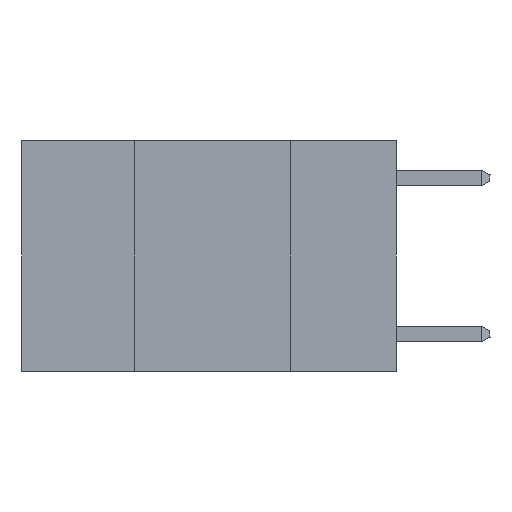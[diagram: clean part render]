
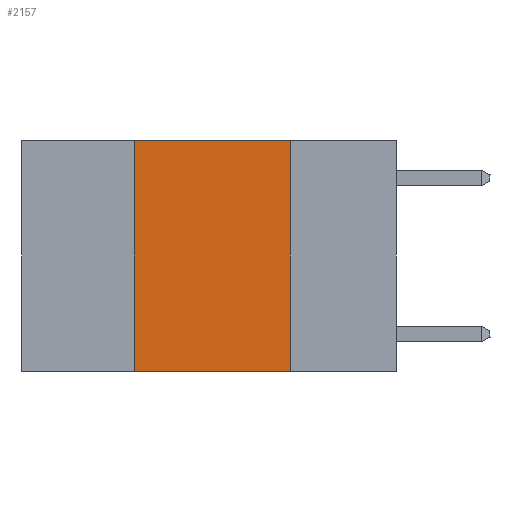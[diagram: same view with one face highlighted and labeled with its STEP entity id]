
A CAD part, left-side view. The second image highlights one B-rep face of the part: STEP entity #2157.
In plain terms, the highlighted planar face has unit normal (-1, 0, 0).
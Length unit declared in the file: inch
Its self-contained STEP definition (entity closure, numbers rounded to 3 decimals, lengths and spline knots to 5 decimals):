
#999 = ORIENTED_EDGE ( 'NONE', *, *, #2177, .F. ) ;
#1641 = ORIENTED_EDGE ( 'NONE', *, *, #8488, .F. ) ;
#2069 = DIRECTION ( 'NONE',  ( 0., -1., 0. ) ) ;
#2157 = ADVANCED_FACE ( 'NONE', ( #5323 ), #8342, .F. ) ;
#2177 = EDGE_CURVE ( 'NONE', #10546, #13483, #18887, .T. ) ;
#2428 = VECTOR ( 'NONE', #4608, 39.37008 ) ;
#2460 = CARTESIAN_POINT ( 'NONE',  ( 0., 0.42, -0.37 ) ) ;
#2520 = EDGE_LOOP ( 'NONE', ( #1641, #12723, #999, #3973 ) ) ;
#3602 = DIRECTION ( 'NONE',  ( 0., 0., 1. ) ) ;
#3936 = VERTEX_POINT ( 'NONE', #17992 ) ;
#3973 = ORIENTED_EDGE ( 'NONE', *, *, #7378, .T. ) ;
#4608 = DIRECTION ( 'NONE',  ( 0., 0., -1. ) ) ;
#5092 = CARTESIAN_POINT ( 'NONE',  ( 0., 0.6, 0. ) ) ;
#5116 = CARTESIAN_POINT ( 'NONE',  ( 0., 0.42, 0. ) ) ;
#5323 = FACE_OUTER_BOUND ( 'NONE', #2520, .T. ) ;
#5380 = LINE ( 'NONE', #12745, #9645 ) ;
#5624 = VECTOR ( 'NONE', #3602, 39.37008 ) ;
#6134 = EDGE_CURVE ( 'NONE', #13483, #16545, #12962, .T. ) ;
#6318 = CARTESIAN_POINT ( 'NONE',  ( 0., 0.17, 0. ) ) ;
#7378 = EDGE_CURVE ( 'NONE', #10546, #3936, #5380, .T. ) ;
#8342 = PLANE ( 'NONE',  #14610 ) ;
#8488 = EDGE_CURVE ( 'NONE', #16545, #3936, #10462, .T. ) ;
#9558 = DIRECTION ( 'NONE',  ( 1., 0., 0. ) ) ;
#9645 = VECTOR ( 'NONE', #2069, 39.37008 ) ;
#10462 = LINE ( 'NONE', #6318, #2428 ) ;
#10546 = VERTEX_POINT ( 'NONE', #2460 ) ;
#10570 = CARTESIAN_POINT ( 'NONE',  ( 0., 0.42, 0. ) ) ;
#12040 = CARTESIAN_POINT ( 'NONE',  ( 0., 0.17, 0. ) ) ;
#12685 = DIRECTION ( 'NONE',  ( 0., 0., -1. ) ) ;
#12723 = ORIENTED_EDGE ( 'NONE', *, *, #6134, .F. ) ;
#12745 = CARTESIAN_POINT ( 'NONE',  ( 0., 0.6, -0.37 ) ) ;
#12962 = LINE ( 'NONE', #5092, #19685 ) ;
#13483 = VERTEX_POINT ( 'NONE', #10570 ) ;
#14610 = AXIS2_PLACEMENT_3D ( 'NONE', #17478, #9558, #12685 ) ;
#15747 = DIRECTION ( 'NONE',  ( 0., -1., 0. ) ) ;
#16545 = VERTEX_POINT ( 'NONE', #12040 ) ;
#17478 = CARTESIAN_POINT ( 'NONE',  ( 0., 0.6, 0. ) ) ;
#17992 = CARTESIAN_POINT ( 'NONE',  ( 0., 0.17, -0.37 ) ) ;
#18887 = LINE ( 'NONE', #5116, #5624 ) ;
#19685 = VECTOR ( 'NONE', #15747, 39.37008 ) ;
